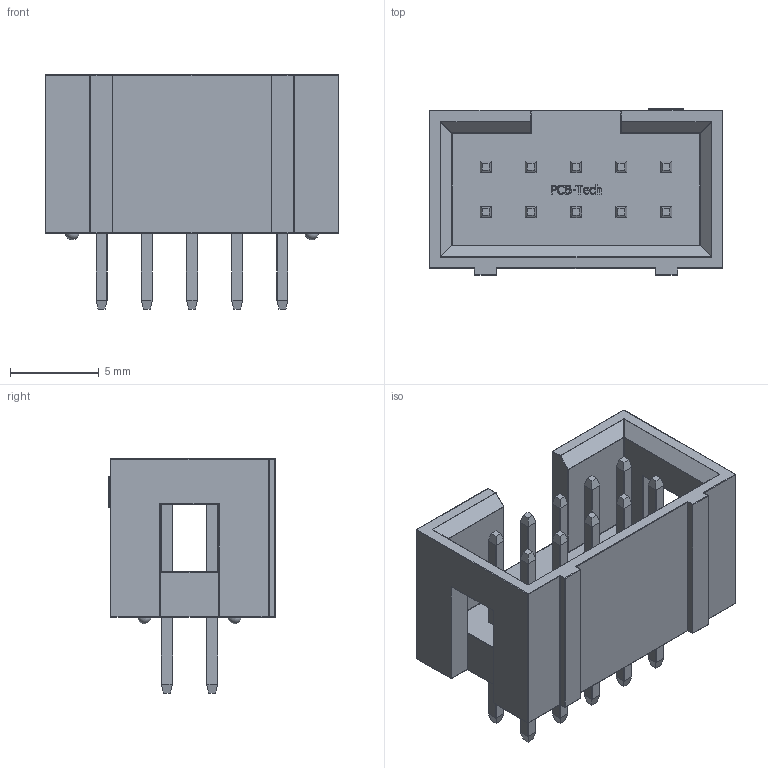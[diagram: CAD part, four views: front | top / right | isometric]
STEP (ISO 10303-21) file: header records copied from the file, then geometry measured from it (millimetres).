
FILE_DESCRIPTION(/* description */ (''),/* implementation_level */ '2;1');
FILE_NAME(/* name */ '10-Pin Shrouded Header (IDC) Straight.stp',/* time_stamp */ '2019-09-23T18:35:11+02:00',/* author */ ('Bernd das Brot'),/* organization */ (''),/* preprocessor_version */ 'ST-DEVELOPER v17.2',/* originating_system */ 'Autodesk Inventor 2019',/* authorisation */ '');
FILE_SCHEMA (('AUTOMOTIVE_DESIGN { 1 0 10303 214 3 1 1 }'));
Length unit declared in the file: millimetre
Products named in the file (3): 10-Pin Shrouded Header (IDC) Straight; Straight Contact; 10-Pin Shrouded Header Body
Assembly tree (11 placements, depth 2):
  10-Pin Shrouded Header (IDC) Straight
    Straight Contact  x10
    10-Pin Shrouded Header Body
Bounding box: 16.51 x 9.37 x 13.17 mm (x, y, z)
Volume: 689.3 mm3; surface area: 1314.9 mm2
Topology: 11 solids, 11 shells, 569 faces, 1431 edges, 893 vertices
Faces by surface type: plane 282, cylinder 149, bspline 80, sphere 37, torus 21
Entity records: 12733 total; most frequent: CARTESIAN_POINT 3322, ORIENTED_EDGE 1990, DIRECTION 1790, EDGE_CURVE 995, VERTEX_POINT 605, AXIS2_PLACEMENT_3D 598, LINE 594, VECTOR 594
